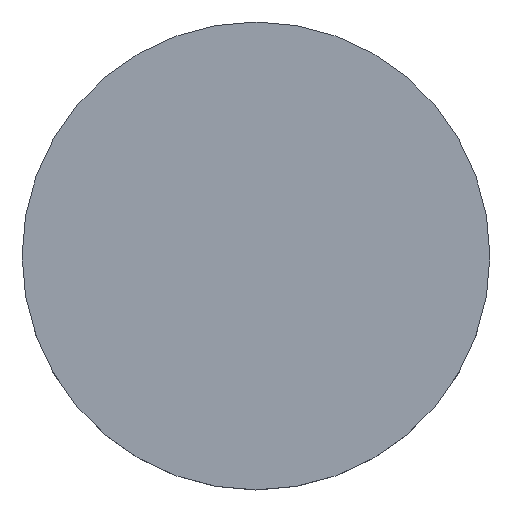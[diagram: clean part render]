
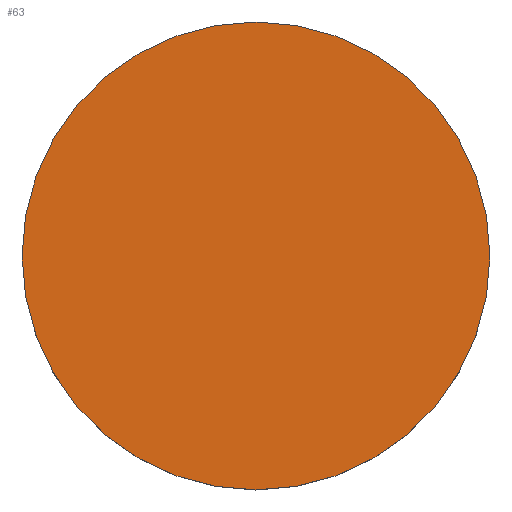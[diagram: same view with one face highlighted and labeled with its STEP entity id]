
A CAD part, top view. The second image highlights one B-rep face of the part: STEP entity #63.
In plain terms, the highlighted planar face has unit normal (0, 0, 1).
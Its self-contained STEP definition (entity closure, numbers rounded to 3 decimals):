
#9 = CIRCLE ( 'NONE', #68, 12.7 ) ;
#26 = EDGE_LOOP ( 'NONE', ( #107, #221 ) ) ;
#61 = CARTESIAN_POINT ( 'NONE',  ( 12.7, 0., 3.6 ) ) ;
#63 = ADVANCED_FACE ( 'NONE', ( #152 ), #188, .T. ) ;
#68 = AXIS2_PLACEMENT_3D ( 'NONE', #215, #98, #141 ) ;
#82 = EDGE_CURVE ( 'NONE', #198, #128, #9, .T. ) ;
#98 = DIRECTION ( 'NONE',  ( 0., 0., -1. ) ) ;
#107 = ORIENTED_EDGE ( 'NONE', *, *, #82, .F. ) ;
#110 = AXIS2_PLACEMENT_3D ( 'NONE', #175, #120, #191 ) ;
#120 = DIRECTION ( 'NONE',  ( 0., 0., -1. ) ) ;
#128 = VERTEX_POINT ( 'NONE', #176 ) ;
#132 = CARTESIAN_POINT ( 'NONE',  ( 0., 26.112, 3.6 ) ) ;
#141 = DIRECTION ( 'NONE',  ( 1., 0., 0. ) ) ;
#152 = FACE_OUTER_BOUND ( 'NONE', #26, .T. ) ;
#164 = CIRCLE ( 'NONE', #110, 12.7 ) ;
#175 = CARTESIAN_POINT ( 'NONE',  ( 0., 0., 3.6 ) ) ;
#176 = CARTESIAN_POINT ( 'NONE',  ( -12.7, 0., 3.6 ) ) ;
#188 = PLANE ( 'NONE',  #201 ) ;
#191 = DIRECTION ( 'NONE',  ( 1., 0., 0. ) ) ;
#198 = VERTEX_POINT ( 'NONE', #61 ) ;
#201 = AXIS2_PLACEMENT_3D ( 'NONE', #132, #209, #228 ) ;
#209 = DIRECTION ( 'NONE',  ( 0., 0., 1. ) ) ;
#215 = CARTESIAN_POINT ( 'NONE',  ( 0., 0., 3.6 ) ) ;
#221 = ORIENTED_EDGE ( 'NONE', *, *, #227, .F. ) ;
#227 = EDGE_CURVE ( 'NONE', #128, #198, #164, .T. ) ;
#228 = DIRECTION ( 'NONE',  ( 1., 0., 0. ) ) ;
